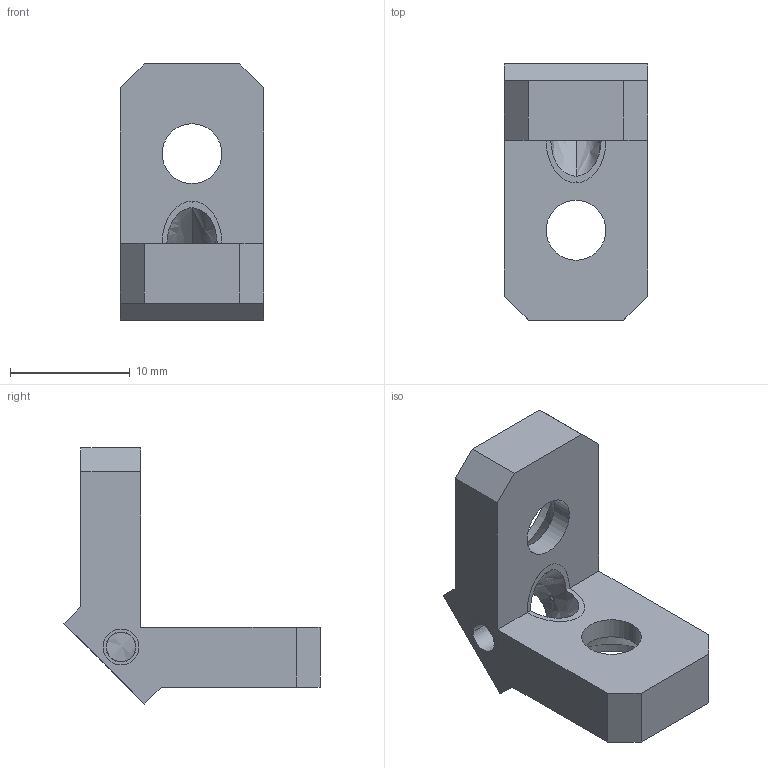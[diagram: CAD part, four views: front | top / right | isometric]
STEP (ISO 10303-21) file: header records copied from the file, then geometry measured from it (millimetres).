
FILE_DESCRIPTION(('FreeCAD Model'),'2;1');
FILE_NAME('Open CASCADE Shape Model','2025-01-06T10:06:07',(''),(''), 'Open CASCADE STEP processor 7.6','FreeCAD','Unknown');
FILE_SCHEMA(('AUTOMOTIVE_DESIGN { 1 0 10303 214 1 1 1 1 }'));
Length unit declared in the file: millimetre
Products named in the file (5): SM_BOTT_STOP_V3_P1; SOLID002; COMPOUND002; COMPOUND; COMPOUND001
Assembly tree (4 placements, depth 3):
  SM_BOTT_STOP_V3_P1
    SOLID002
    COMPOUND002
      COMPOUND
      COMPOUND001
Bounding box: 12 x 21.41 x 21.41 mm (x, y, z)
Volume: 1508.8 mm3; surface area: 1529.4 mm2
Topology: 1 solids, 3 shells, 39 faces, 106 edges, 67 vertices
Faces by surface type: bspline 39
Entity records: 1692 total; most frequent: CARTESIAN_POINT 720, ORIENTED_EDGE 198, DIRECTION 126, EDGE_CURVE 104, VERTEX_POINT 67, LINE 64, VECTOR 64, FACE_BOUND 47
